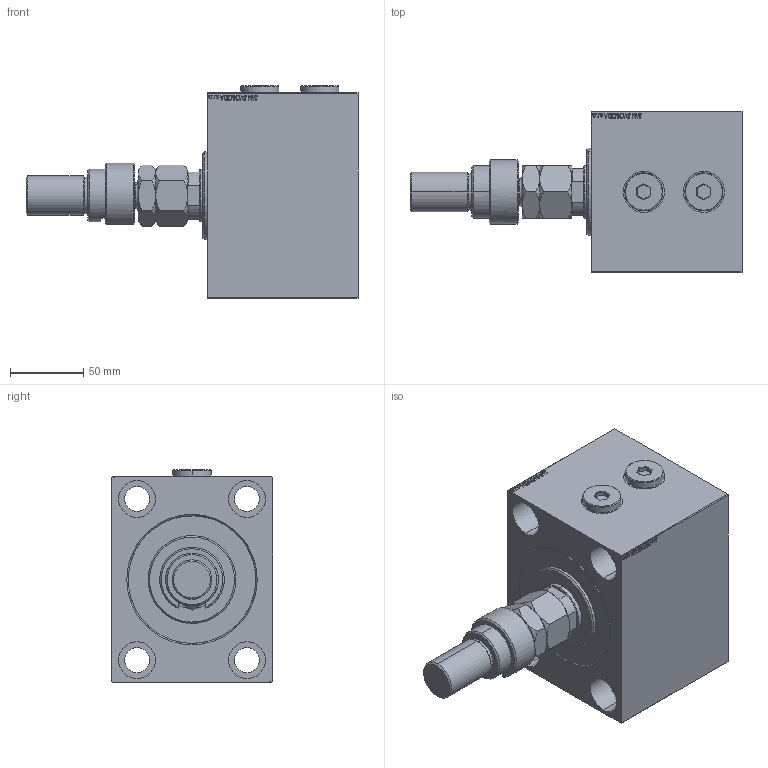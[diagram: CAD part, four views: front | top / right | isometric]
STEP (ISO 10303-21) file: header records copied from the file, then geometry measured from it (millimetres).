
FILE_DESCRIPTION (( 'STEP AP203' ), '1' );
FILE_NAME ('3820.STEP', '2025-11-10T11:05:58', ( '' ), ( '' ), 'SwSTEP 2.0', 'SolidWorks 2019', '' );
FILE_SCHEMA (( 'CONFIG_CONTROL_DESIGN' ));
Length unit declared in the file: millimetre
Products named in the file (8): MFA 2a7c872f0a0470a1aff5c5e631f915b0; DFA 2a7c872f0a0470a1aff5c5e631f915b0; FEMALE_PART_FOR_DFA 2a7c872f0a0470a1aff5c5e631f915b0; Zatka_OIL_PORT 2a7c872f0a0470a1aff5c5e631f915b0; V450CM_C_Body 2a7c872f0a0470a1aff5c5e631f915b0; V450CM_C_VCP 2a7c872f0a0470a1aff5c5e631f915b0; V450CM_VC_B 2a7c872f0a0470a1aff5c5e631f915b0; 3820
Assembly tree (8 placements, depth 3):
  3820
    V450CM_C_Body 2a7c872f0a0470a1aff5c5e631f915b0
    V450CM_C_VCP 2a7c872f0a0470a1aff5c5e631f915b0
    V450CM_VC_B 2a7c872f0a0470a1aff5c5e631f915b0
    DFA 2a7c872f0a0470a1aff5c5e631f915b0
      FEMALE_PART_FOR_DFA 2a7c872f0a0470a1aff5c5e631f915b0
      MFA 2a7c872f0a0470a1aff5c5e631f915b0
    Zatka_OIL_PORT 2a7c872f0a0470a1aff5c5e631f915b0  x2
Bounding box: 226.5 x 110 x 144.9 mm (x, y, z)
Volume: 1497351.8 mm3; surface area: 190337.4 mm2
Topology: 7 solids, 7 shells, 1002 faces, 2508 edges, 1641 vertices
Faces by surface type: plane 471, bspline 380, cylinder 89, cone 58, torus 4
Entity records: 48018 total; most frequent: CARTESIAN_POINT 26108, ORIENTED_EDGE 4932, DIRECTION 3102, EDGE_CURVE 2466, VERTEX_POINT 1617, VECTOR 1408, LINE 1408, EDGE_LOOP 1121
